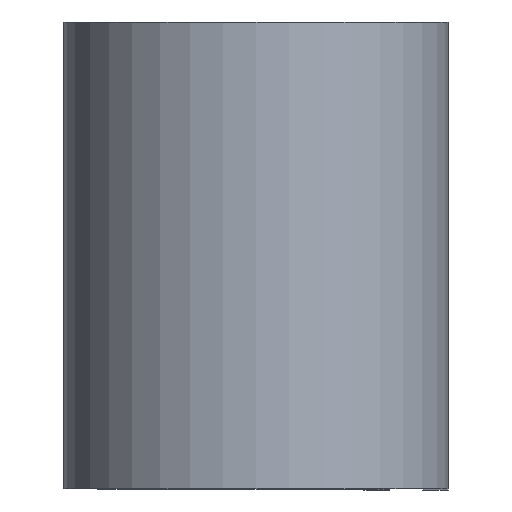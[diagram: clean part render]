
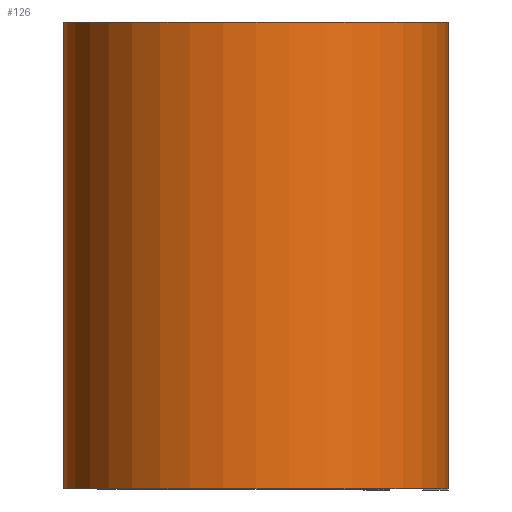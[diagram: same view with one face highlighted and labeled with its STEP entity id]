
A CAD part, top view. The second image highlights one B-rep face of the part: STEP entity #126.
In plain terms, the highlighted cylindrical face has radius 9.157 mm (diameter 18.313 mm), a partial arc.
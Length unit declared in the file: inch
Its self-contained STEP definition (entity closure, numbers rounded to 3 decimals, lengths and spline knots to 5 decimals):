
#11 = ORIENTED_EDGE ( 'NONE', *, *, #44, .T. ) ;
#12 = DIRECTION ( 'NONE',  ( 0., -1., 0. ) ) ;
#16 = CARTESIAN_POINT ( 'NONE',  ( 0., 0.4375, -0.3605 ) ) ;
#42 = VECTOR ( 'NONE', #414, 39.37008 ) ;
#44 = EDGE_CURVE ( 'NONE', #666, #640, #535, .T. ) ;
#53 = LINE ( 'NONE', #401, #42 ) ;
#84 = CARTESIAN_POINT ( 'NONE',  ( 0., -0.4375, -0.3605 ) ) ;
#122 = ORIENTED_EDGE ( 'NONE', *, *, #385, .F. ) ;
#126 = ADVANCED_FACE ( 'NONE', ( #511 ), #598, .T. ) ;
#186 = EDGE_CURVE ( 'NONE', #640, #550, #734, .T. ) ;
#223 = VECTOR ( 'NONE', #12, 39.37008 ) ;
#240 = CARTESIAN_POINT ( 'NONE',  ( 0., -0.4375, 0. ) ) ;
#243 = DIRECTION ( 'NONE',  ( 0., 1., 0. ) ) ;
#249 = DIRECTION ( 'NONE',  ( 1., 0., 0. ) ) ;
#251 = DIRECTION ( 'NONE',  ( 0., -1., 0. ) ) ;
#264 = DIRECTION ( 'NONE',  ( 0., 0., -1. ) ) ;
#271 = VERTEX_POINT ( 'NONE', #406 ) ;
#272 = EDGE_CURVE ( 'NONE', #271, #550, #53, .T. ) ;
#285 = CIRCLE ( 'NONE', #450, 0.3605 ) ;
#305 = CARTESIAN_POINT ( 'NONE',  ( 0., 0.4375, -0.3605 ) ) ;
#385 = EDGE_CURVE ( 'NONE', #666, #271, #285, .T. ) ;
#391 = DIRECTION ( 'NONE',  ( 1., 0., 0. ) ) ;
#398 = ORIENTED_EDGE ( 'NONE', *, *, #272, .F. ) ;
#401 = CARTESIAN_POINT ( 'NONE',  ( 0.3605, 0.4375, 0. ) ) ;
#404 = DIRECTION ( 'NONE',  ( 0., 1., 0. ) ) ;
#406 = CARTESIAN_POINT ( 'NONE',  ( 0.3605, 0.4375, 0. ) ) ;
#414 = DIRECTION ( 'NONE',  ( 0., -1., 0. ) ) ;
#450 = AXIS2_PLACEMENT_3D ( 'NONE', #560, #404, #391 ) ;
#511 = FACE_OUTER_BOUND ( 'NONE', #573, .T. ) ;
#535 = LINE ( 'NONE', #16, #223 ) ;
#550 = VERTEX_POINT ( 'NONE', #733 ) ;
#560 = CARTESIAN_POINT ( 'NONE',  ( 0., 0.4375, 0. ) ) ;
#573 = EDGE_LOOP ( 'NONE', ( #711, #398, #122, #11 ) ) ;
#598 = CYLINDRICAL_SURFACE ( 'NONE', #700, 0.3605 ) ;
#636 = CARTESIAN_POINT ( 'NONE',  ( 0., 0.4375, 0. ) ) ;
#640 = VERTEX_POINT ( 'NONE', #84 ) ;
#666 = VERTEX_POINT ( 'NONE', #305 ) ;
#691 = AXIS2_PLACEMENT_3D ( 'NONE', #240, #243, #249 ) ;
#700 = AXIS2_PLACEMENT_3D ( 'NONE', #636, #251, #264 ) ;
#711 = ORIENTED_EDGE ( 'NONE', *, *, #186, .T. ) ;
#733 = CARTESIAN_POINT ( 'NONE',  ( 0.3605, -0.4375, 0. ) ) ;
#734 = CIRCLE ( 'NONE', #691, 0.3605 ) ;
